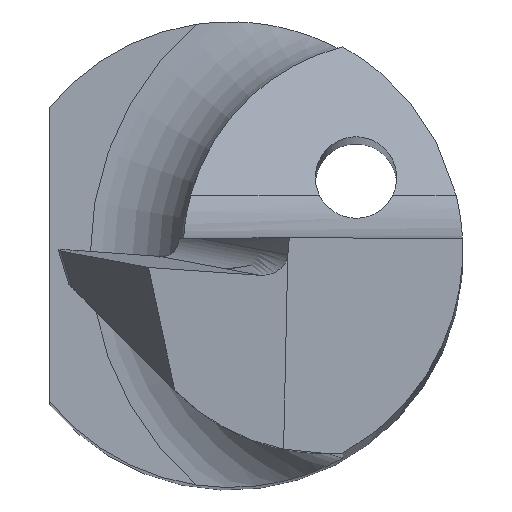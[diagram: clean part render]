
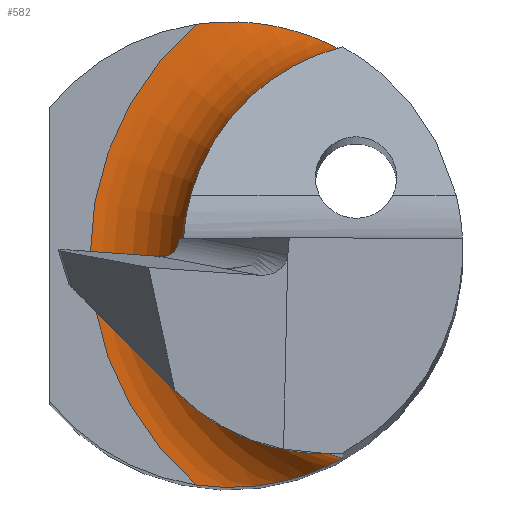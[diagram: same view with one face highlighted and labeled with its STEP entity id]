
A CAD part, top view. The second image highlights one B-rep face of the part: STEP entity #582.
In plain terms, the highlighted toroidal (fillet/blend) face has major radius 2.603 mm and minor radius 0.8 mm.
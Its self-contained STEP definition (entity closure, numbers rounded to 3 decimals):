
#7 = DIRECTION ( 'NONE',  ( 0., 0., -1. ) ) ;
#14 = CARTESIAN_POINT ( 'NONE',  ( 0.644, -1.898, 13.971 ) ) ;
#70 = CARTESIAN_POINT ( 'NONE',  ( -0.288, 1.979, 13.75 ) ) ;
#82 = CARTESIAN_POINT ( 'NONE',  ( 0.4, -1.964, 13.85 ) ) ;
#99 = CARTESIAN_POINT ( 'NONE',  ( -0.288, -1.979, 13.75 ) ) ;
#101 = VERTEX_POINT ( 'NONE', #747 ) ;
#126 = B_SPLINE_CURVE_WITH_KNOTS ( 'NONE', 3,
 ( #99, #655, #319, #718, #82, #14, #872, #366, #172, #233 ),
 .UNSPECIFIED., .F., .F.,
 ( 4, 2, 2, 2, 4 ),
 ( 0., 0., 0.001, 0.001, 0.002 ),
 .UNSPECIFIED. ) ;
#142 = CARTESIAN_POINT ( 'NONE',  ( 0.402, 1.963, 13.851 ) ) ;
#147 = VERTEX_POINT ( 'NONE', #176 ) ;
#172 = CARTESIAN_POINT ( 'NONE',  ( 0.968, -1.75, 14.408 ) ) ;
#176 = CARTESIAN_POINT ( 'NONE',  ( -0.288, -1.979, 13.75 ) ) ;
#189 = EDGE_LOOP ( 'NONE', ( #296, #756, #635, #479 ) ) ;
#214 = DIRECTION ( 'NONE',  ( -1., 0., 0. ) ) ;
#224 = CARTESIAN_POINT ( 'NONE',  ( 1.403, 0., 13.75 ) ) ;
#233 = CARTESIAN_POINT ( 'NONE',  ( 0.968, -1.75, 14.55 ) ) ;
#242 = VERTEX_POINT ( 'NONE', #443 ) ;
#245 = CARTESIAN_POINT ( 'NONE',  ( 1.403, 0., 14.55 ) ) ;
#271 = AXIS2_PLACEMENT_3D ( 'NONE', #729, #7, #714 ) ;
#283 = EDGE_CURVE ( 'NONE', #147, #242, #126, .T. ) ;
#296 = ORIENTED_EDGE ( 'NONE', *, *, #283, .T. ) ;
#303 = VERTEX_POINT ( 'NONE', #644 ) ;
#319 = CARTESIAN_POINT ( 'NONE',  ( -0.01, -2.005, 13.76 ) ) ;
#362 = CIRCLE ( 'NONE', #271, 1.803 ) ;
#366 = CARTESIAN_POINT ( 'NONE',  ( 0.918, -1.779, 14.271 ) ) ;
#405 = TOROIDAL_SURFACE ( 'NONE', #576, 2.603, 0.8 ) ;
#422 = CARTESIAN_POINT ( 'NONE',  ( -0.007, 2.005, 13.76 ) ) ;
#443 = CARTESIAN_POINT ( 'NONE',  ( 0.968, -1.75, 14.55 ) ) ;
#452 = EDGE_CURVE ( 'NONE', #242, #101, #362, .T. ) ;
#479 = ORIENTED_EDGE ( 'NONE', *, *, #506, .T. ) ;
#490 = CARTESIAN_POINT ( 'NONE',  ( 0.968, 1.75, 14.55 ) ) ;
#506 = EDGE_CURVE ( 'NONE', #303, #147, #555, .T. ) ;
#539 = DIRECTION ( 'NONE',  ( 0., 0., 1. ) ) ;
#555 = CIRCLE ( 'NONE', #838, 2.603 ) ;
#564 = CARTESIAN_POINT ( 'NONE',  ( 0.266, 1.987, 13.81 ) ) ;
#576 = AXIS2_PLACEMENT_3D ( 'NONE', #245, #539, #818 ) ;
#582 = ADVANCED_FACE ( 'NONE', ( #601 ), #405, .F. ) ;
#601 = FACE_OUTER_BOUND ( 'NONE', #189, .T. ) ;
#626 = CARTESIAN_POINT ( 'NONE',  ( 0.968, 1.75, 14.408 ) ) ;
#635 = ORIENTED_EDGE ( 'NONE', *, *, #787, .T. ) ;
#639 = CARTESIAN_POINT ( 'NONE',  ( 0.755, 1.854, 14.054 ) ) ;
#644 = CARTESIAN_POINT ( 'NONE',  ( -0.288, 1.979, 13.75 ) ) ;
#655 = CARTESIAN_POINT ( 'NONE',  ( -0.148, -1.999, 13.75 ) ) ;
#685 = B_SPLINE_CURVE_WITH_KNOTS ( 'NONE', 3,
 ( #490, #626, #913, #639, #774, #142, #564, #422, #705, #70 ),
 .UNSPECIFIED., .F., .F.,
 ( 4, 2, 2, 2, 4 ),
 ( 0., 0., 0.001, 0.001, 0.002 ),
 .UNSPECIFIED. ) ;
#705 = CARTESIAN_POINT ( 'NONE',  ( -0.148, 1.999, 13.75 ) ) ;
#714 = DIRECTION ( 'NONE',  ( -1., 0., 0. ) ) ;
#718 = CARTESIAN_POINT ( 'NONE',  ( 0.265, -1.987, 13.81 ) ) ;
#729 = CARTESIAN_POINT ( 'NONE',  ( 1.403, 0., 14.55 ) ) ;
#747 = CARTESIAN_POINT ( 'NONE',  ( 0.968, 1.75, 14.55 ) ) ;
#756 = ORIENTED_EDGE ( 'NONE', *, *, #452, .T. ) ;
#774 = CARTESIAN_POINT ( 'NONE',  ( 0.644, 1.898, 13.972 ) ) ;
#787 = EDGE_CURVE ( 'NONE', #101, #303, #685, .T. ) ;
#803 = DIRECTION ( 'NONE',  ( 0., 0., 1. ) ) ;
#818 = DIRECTION ( 'NONE',  ( -1., 0., 0. ) ) ;
#838 = AXIS2_PLACEMENT_3D ( 'NONE', #224, #803, #214 ) ;
#872 = CARTESIAN_POINT ( 'NONE',  ( 0.755, -1.854, 14.054 ) ) ;
#913 = CARTESIAN_POINT ( 'NONE',  ( 0.918, 1.779, 14.272 ) ) ;
